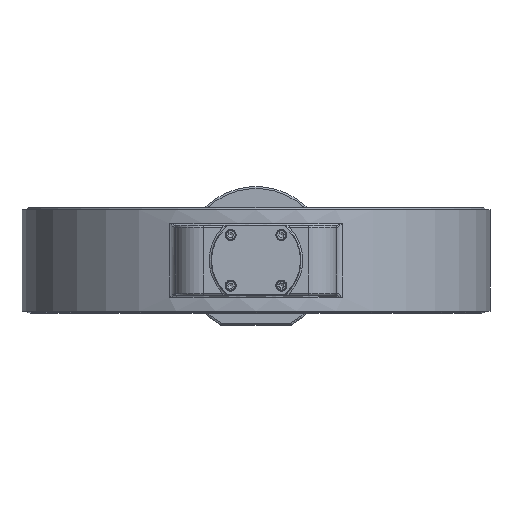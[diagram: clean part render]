
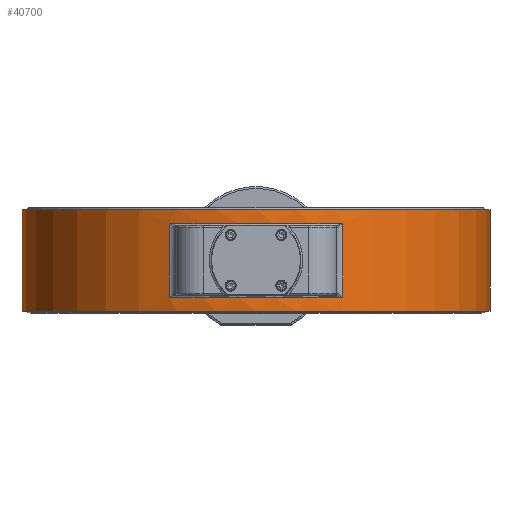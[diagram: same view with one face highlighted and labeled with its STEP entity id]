
A CAD part, front view. The second image highlights one B-rep face of the part: STEP entity #40700.
In plain terms, the highlighted cylindrical face has radius 235 mm (diameter 470 mm), a full revolution.
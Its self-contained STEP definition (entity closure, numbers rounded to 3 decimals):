
#26700=CARTESIAN_POINT('',(86.973,-218.313,-37.));
#26701=VERTEX_POINT('',#26700);
#26713=CARTESIAN_POINT('',(86.973,-218.313,37.));
#26714=VERTEX_POINT('',#26713);
#26715=CARTESIAN_POINT('',(86.973,-218.313,37.));
#26716=DIRECTION('',(0.0,0.0,-1.0));
#26717=VECTOR('',#26716,74.);
#26718=LINE('',#26715,#26717);
#26719=EDGE_CURVE('',#26714,#26701,#26718,.T.);
#36891=CARTESIAN_POINT('',(-86.973,-218.313,37.));
#36892=VERTEX_POINT('',#36891);
#36906=CARTESIAN_POINT('',(-86.973,-218.313,-37.));
#36907=VERTEX_POINT('',#36906);
#36908=CARTESIAN_POINT('',(-86.973,-218.313,-37.));
#36909=DIRECTION('',(0.0,0.0,1.0));
#36910=VECTOR('',#36909,74.);
#36911=LINE('',#36908,#36910);
#36912=EDGE_CURVE('',#36907,#36892,#36911,.T.);
#37692=CARTESIAN_POINT('',(0.0,0.0,-37.));
#37693=DIRECTION('',(0.0,0.0,1.0));
#37694=DIRECTION('',(0.0,-1.0,0.0));
#37695=AXIS2_PLACEMENT_3D('',#37692,#37693,#37694);
#37696=CIRCLE('',#37695,235.0);
#37697=EDGE_CURVE('',#36907,#26701,#37696,.T.);
#37912=CARTESIAN_POINT('',(0.0,0.0,37.));
#37913=DIRECTION('',(0.0,0.0,-1.0));
#37914=DIRECTION('',(0.0,-1.0,0.0));
#37915=AXIS2_PLACEMENT_3D('',#37912,#37913,#37914);
#37916=CIRCLE('',#37915,235.0);
#37917=EDGE_CURVE('',#26714,#36892,#37916,.T.);
#38710=CARTESIAN_POINT('',(86.973,218.313,36.5));
#38711=VERTEX_POINT('',#38710);
#38719=CARTESIAN_POINT('',(86.973,218.313,-36.5));
#38720=VERTEX_POINT('',#38719);
#38721=CARTESIAN_POINT('',(86.973,218.313,36.5));
#38722=DIRECTION('',(0.0,0.0,-1.0));
#38723=VECTOR('',#38722,73.0);
#38724=LINE('',#38721,#38723);
#38725=EDGE_CURVE('',#38711,#38720,#38724,.T.);
#39109=CARTESIAN_POINT('',(-86.973,218.313,36.5));
#39110=VERTEX_POINT('',#39109);
#39428=CARTESIAN_POINT('',(-86.973,218.313,-36.5));
#39429=VERTEX_POINT('',#39428);
#39439=CARTESIAN_POINT('',(-86.973,218.313,-36.5));
#39440=DIRECTION('',(0.0,0.0,1.0));
#39441=VECTOR('',#39440,73.0);
#39442=LINE('',#39439,#39441);
#39443=EDGE_CURVE('',#39429,#39110,#39442,.T.);
#40180=CARTESIAN_POINT('',(-78.811,221.39,40.5));
#40181=VERTEX_POINT('',#40180);
#40190=CARTESIAN_POINT('',(-86.973,218.313,36.5));
#40191=CARTESIAN_POINT('',(-86.97,218.314,36.502));
#40192=CARTESIAN_POINT('',(-86.967,218.316,36.505));
#40193=CARTESIAN_POINT('',(-86.477,218.511,36.888));
#40194=CARTESIAN_POINT('',(-85.493,218.899,37.654));
#40195=CARTESIAN_POINT('',(-83.964,219.49,38.734));
#40196=CARTESIAN_POINT('',(-82.361,220.097,39.65));
#40197=CARTESIAN_POINT('',(-80.645,220.732,40.315));
#40198=CARTESIAN_POINT('',(-79.42,221.174,40.5));
#40199=CARTESIAN_POINT('',(-78.811,221.39,40.5));
#40200=B_SPLINE_CURVE_WITH_KNOTS('',3,(#40190,#40191,#40192,#40193,#40194,#40195,#40196,#40197,#40198,#40199),.UNSPECIFIED.,.F.,.U.,(4,2,1,1,1,1,4),(-0.979,-0.977,-0.782,-0.586,-0.391,-0.195,0.),.UNSPECIFIED.);
#40201=EDGE_CURVE('',#39110,#40181,#40200,.T.);
#40267=CARTESIAN_POINT('',(78.811,221.39,40.5));
#40268=VERTEX_POINT('',#40267);
#40269=CARTESIAN_POINT('',(78.811,221.39,40.5));
#40270=CARTESIAN_POINT('',(79.42,221.174,40.5));
#40271=CARTESIAN_POINT('',(80.645,220.732,40.314));
#40272=CARTESIAN_POINT('',(82.076,220.203,39.76));
#40273=CARTESIAN_POINT('',(83.162,219.794,39.193));
#40274=CARTESIAN_POINT('',(84.088,219.442,38.634));
#40275=CARTESIAN_POINT('',(84.856,219.145,38.104));
#40276=CARTESIAN_POINT('',(85.862,218.754,37.367));
#40277=CARTESIAN_POINT('',(86.477,218.511,36.888));
#40278=CARTESIAN_POINT('',(86.967,218.316,36.505));
#40279=CARTESIAN_POINT('',(86.97,218.314,36.502));
#40280=CARTESIAN_POINT('',(86.973,218.313,36.5));
#40281=B_SPLINE_CURVE_WITH_KNOTS('',3,(#40269,#40270,#40271,#40272,#40273,#40274,#40275,#40276,#40277,#40278,#40279,#40280),.UNSPECIFIED.,.F.,.U.,(4,1,1,1,1,1,1,2,4),(-0.977,-0.782,-0.586,-0.489,-0.391,-0.244,-0.195,0.0,0.001),.UNSPECIFIED.);
#40282=EDGE_CURVE('',#40268,#38711,#40281,.T.);
#40519=CARTESIAN_POINT('',(78.811,221.39,-40.5));
#40520=VERTEX_POINT('',#40519);
#40529=CARTESIAN_POINT('',(86.973,218.313,-36.5));
#40530=CARTESIAN_POINT('',(86.97,218.314,-36.502));
#40531=CARTESIAN_POINT('',(86.967,218.316,-36.505));
#40532=CARTESIAN_POINT('',(85.989,218.705,-37.268));
#40533=CARTESIAN_POINT('',(84.498,219.288,-38.429));
#40534=CARTESIAN_POINT('',(82.361,220.097,-39.65));
#40535=CARTESIAN_POINT('',(80.645,220.732,-40.315));
#40536=CARTESIAN_POINT('',(79.42,221.174,-40.5));
#40537=CARTESIAN_POINT('',(78.811,221.39,-40.5));
#40538=B_SPLINE_CURVE_WITH_KNOTS('',3,(#40529,#40530,#40531,#40532,#40533,#40534,#40535,#40536,#40537),.UNSPECIFIED.,.F.,.U.,(4,2,1,1,1,4),(-0.979,-0.977,-0.586,-0.391,-0.195,0.),.UNSPECIFIED.);
#40539=EDGE_CURVE('',#38720,#40520,#40538,.T.);
#40605=CARTESIAN_POINT('',(-78.811,221.39,-40.5));
#40606=VERTEX_POINT('',#40605);
#40607=CARTESIAN_POINT('',(-78.811,221.39,-40.5));
#40608=CARTESIAN_POINT('',(-79.42,221.174,-40.5));
#40609=CARTESIAN_POINT('',(-80.645,220.732,-40.314));
#40610=CARTESIAN_POINT('',(-82.076,220.203,-39.76));
#40611=CARTESIAN_POINT('',(-83.162,219.794,-39.193));
#40612=CARTESIAN_POINT('',(-84.088,219.442,-38.634));
#40613=CARTESIAN_POINT('',(-84.856,219.145,-38.104));
#40614=CARTESIAN_POINT('',(-85.862,218.754,-37.367));
#40615=CARTESIAN_POINT('',(-86.477,218.511,-36.888));
#40616=CARTESIAN_POINT('',(-86.967,218.316,-36.505));
#40617=CARTESIAN_POINT('',(-86.97,218.314,-36.502));
#40618=CARTESIAN_POINT('',(-86.973,218.313,-36.5));
#40619=B_SPLINE_CURVE_WITH_KNOTS('',3,(#40607,#40608,#40609,#40610,#40611,#40612,#40613,#40614,#40615,#40616,#40617,#40618),.UNSPECIFIED.,.F.,.U.,(4,1,1,1,1,1,1,2,4),(-0.977,-0.782,-0.586,-0.489,-0.391,-0.244,-0.195,0.0,0.001),.UNSPECIFIED.);
#40620=EDGE_CURVE('',#40606,#39429,#40619,.T.);
#40641=CARTESIAN_POINT('',(0.0,0.0,-40.5));
#40642=DIRECTION('',(0.0,0.0,1.0));
#40643=DIRECTION('',(0.0,1.0,0.0));
#40644=AXIS2_PLACEMENT_3D('',#40641,#40642,#40643);
#40645=CIRCLE('',#40644,235.0);
#40646=EDGE_CURVE('',#40520,#40606,#40645,.T.);
#40651=CARTESIAN_POINT('',(0.0,0.0,0.0));
#40652=DIRECTION('',(0.0,0.0,1.0));
#40653=DIRECTION('',(-1.0,0.0,0.0));
#40654=AXIS2_PLACEMENT_3D('',#40651,#40652,#40653);
#40655=CYLINDRICAL_SURFACE('',#40654,235.0);
#40656=CARTESIAN_POINT('',(235.0,0.,-51.));
#40657=VERTEX_POINT('',#40656);
#40658=CARTESIAN_POINT('',(0.0,0.0,-51.));
#40659=DIRECTION('',(0.0,0.0,1.0));
#40660=DIRECTION('',(-1.0,0.0,0.0));
#40661=AXIS2_PLACEMENT_3D('',#40658,#40659,#40660);
#40662=CIRCLE('',#40661,235.0);
#40663=EDGE_CURVE('',#40657,#40657,#40662,.T.);
#40664=ORIENTED_EDGE('',*,*,#40663,.T.);
#40665=EDGE_LOOP('',(#40664));
#40666=FACE_OUTER_BOUND('',#40665,.T.);
#40667=CARTESIAN_POINT('',(235.0,0.,51.));
#40668=VERTEX_POINT('',#40667);
#40669=CARTESIAN_POINT('',(0.0,0.0,51.));
#40670=DIRECTION('',(0.0,0.0,-1.0));
#40671=DIRECTION('',(-1.0,0.0,0.0));
#40672=AXIS2_PLACEMENT_3D('',#40669,#40670,#40671);
#40673=CIRCLE('',#40672,235.0);
#40674=EDGE_CURVE('',#40668,#40668,#40673,.T.);
#40675=ORIENTED_EDGE('',*,*,#40674,.T.);
#40676=EDGE_LOOP('',(#40675));
#40677=FACE_BOUND('',#40676,.T.);
#40678=ORIENTED_EDGE('',*,*,#26719,.T.);
#40679=ORIENTED_EDGE('',*,*,#37697,.F.);
#40680=ORIENTED_EDGE('',*,*,#36912,.T.);
#40681=ORIENTED_EDGE('',*,*,#37917,.F.);
#40682=EDGE_LOOP('',(#40678,#40679,#40680,#40681));
#40683=FACE_BOUND('',#40682,.T.);
#40684=CARTESIAN_POINT('',(0.0,0.0,40.5));
#40685=DIRECTION('',(0.0,0.0,-1.0));
#40686=DIRECTION('',(0.0,1.0,0.0));
#40687=AXIS2_PLACEMENT_3D('',#40684,#40685,#40686);
#40688=CIRCLE('',#40687,235.0);
#40689=EDGE_CURVE('',#40181,#40268,#40688,.T.);
#40690=ORIENTED_EDGE('',*,*,#40689,.F.);
#40691=ORIENTED_EDGE('',*,*,#40201,.F.);
#40692=ORIENTED_EDGE('',*,*,#39443,.F.);
#40693=ORIENTED_EDGE('',*,*,#40620,.F.);
#40694=ORIENTED_EDGE('',*,*,#40646,.F.);
#40695=ORIENTED_EDGE('',*,*,#40539,.F.);
#40696=ORIENTED_EDGE('',*,*,#38725,.F.);
#40697=ORIENTED_EDGE('',*,*,#40282,.F.);
#40698=EDGE_LOOP('',(#40690,#40691,#40692,#40693,#40694,#40695,#40696,#40697));
#40699=FACE_BOUND('',#40698,.T.);
#40700=ADVANCED_FACE('',(#40666,#40677,#40683,#40699),#40655,.T.);
